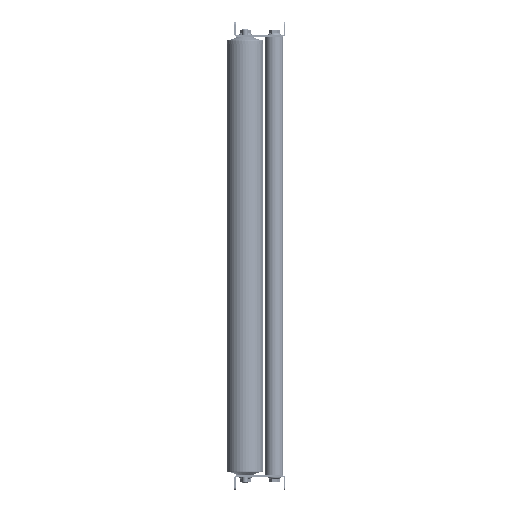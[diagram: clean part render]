
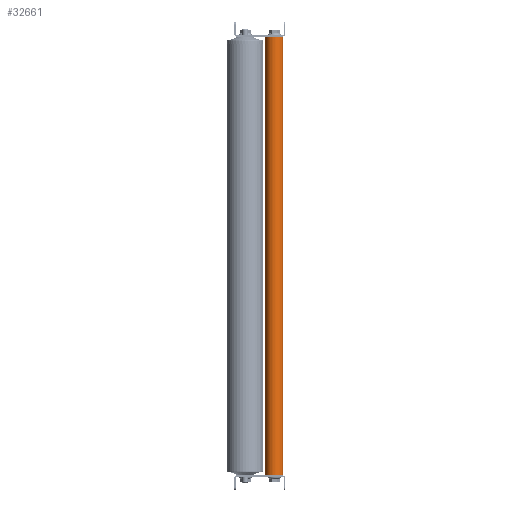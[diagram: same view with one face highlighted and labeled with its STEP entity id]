
A CAD part, left-side view. The second image highlights one B-rep face of the part: STEP entity #32661.
In plain terms, the highlighted cylindrical face has radius 12.5 mm (diameter 25 mm), a partial arc.
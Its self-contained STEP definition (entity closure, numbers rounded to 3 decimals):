
#1027 = VERTEX_POINT ( 'NONE', #6630 ) ;
#1413 = DIRECTION ( 'NONE',  ( 0., 0., 1. ) ) ;
#4025 = AXIS2_PLACEMENT_3D ( 'NONE', #39232, #26940, #33067 ) ;
#4681 = AXIS2_PLACEMENT_3D ( 'NONE', #33350, #7377, #1413 ) ;
#5660 = CYLINDRICAL_SURFACE ( 'NONE', #4681, 12.5 ) ;
#5896 = CARTESIAN_POINT ( 'NONE',  ( 1., 0., 0. ) ) ;
#5958 = EDGE_CURVE ( 'NONE', #1027, #22225, #15816, .T. ) ;
#6069 = CIRCLE ( 'NONE', #27690, 12.5 ) ;
#6630 = CARTESIAN_POINT ( 'NONE',  ( 599., 0., 12.5 ) ) ;
#7247 = EDGE_LOOP ( 'NONE', ( #25231, #8213, #29418, #12614 ) ) ;
#7377 = DIRECTION ( 'NONE',  ( -1., 0., 0. ) ) ;
#8073 = CARTESIAN_POINT ( 'NONE',  ( 599., 0., -12.5 ) ) ;
#8213 = ORIENTED_EDGE ( 'NONE', *, *, #9072, .T. ) ;
#9072 = EDGE_CURVE ( 'NONE', #22225, #14446, #14571, .T. ) ;
#12614 = ORIENTED_EDGE ( 'NONE', *, *, #34972, .F. ) ;
#13636 = VERTEX_POINT ( 'NONE', #26690 ) ;
#14446 = VERTEX_POINT ( 'NONE', #32633 ) ;
#14571 = LINE ( 'NONE', #21175, #14943 ) ;
#14943 = VECTOR ( 'NONE', #27129, 1000. ) ;
#15816 = CIRCLE ( 'NONE', #4025, 12.5 ) ;
#19906 = VECTOR ( 'NONE', #21730, 1000. ) ;
#20911 = DIRECTION ( 'NONE',  ( 0., 0., -1. ) ) ;
#21175 = CARTESIAN_POINT ( 'NONE',  ( 600., 0., -12.5 ) ) ;
#21730 = DIRECTION ( 'NONE',  ( -1., 0., 0. ) ) ;
#22225 = VERTEX_POINT ( 'NONE', #8073 ) ;
#24352 = EDGE_CURVE ( 'NONE', #14446, #13636, #6069, .T. ) ;
#25231 = ORIENTED_EDGE ( 'NONE', *, *, #5958, .T. ) ;
#26690 = CARTESIAN_POINT ( 'NONE',  ( 1., 0., 12.5 ) ) ;
#26940 = DIRECTION ( 'NONE',  ( -1., 0., 0. ) ) ;
#27129 = DIRECTION ( 'NONE',  ( -1., 0., 0. ) ) ;
#27690 = AXIS2_PLACEMENT_3D ( 'NONE', #5896, #30323, #20911 ) ;
#29418 = ORIENTED_EDGE ( 'NONE', *, *, #24352, .T. ) ;
#30323 = DIRECTION ( 'NONE',  ( 1., 0., 0. ) ) ;
#32633 = CARTESIAN_POINT ( 'NONE',  ( 1., 0., -12.5 ) ) ;
#32661 = ADVANCED_FACE ( 'NONE', ( #36827 ), #5660, .T. ) ;
#33067 = DIRECTION ( 'NONE',  ( 0., 0., -1. ) ) ;
#33350 = CARTESIAN_POINT ( 'NONE',  ( 600., 0., 0. ) ) ;
#34972 = EDGE_CURVE ( 'NONE', #1027, #13636, #40352, .T. ) ;
#36827 = FACE_OUTER_BOUND ( 'NONE', #7247, .T. ) ;
#37263 = CARTESIAN_POINT ( 'NONE',  ( 600., 0., 12.5 ) ) ;
#39232 = CARTESIAN_POINT ( 'NONE',  ( 599., 0., 0. ) ) ;
#40352 = LINE ( 'NONE', #37263, #19906 ) ;
